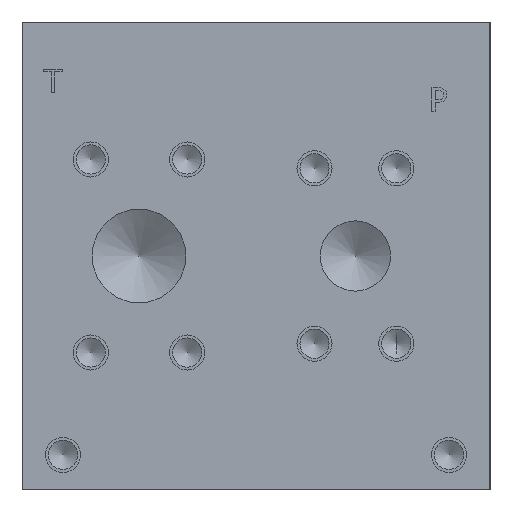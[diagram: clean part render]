
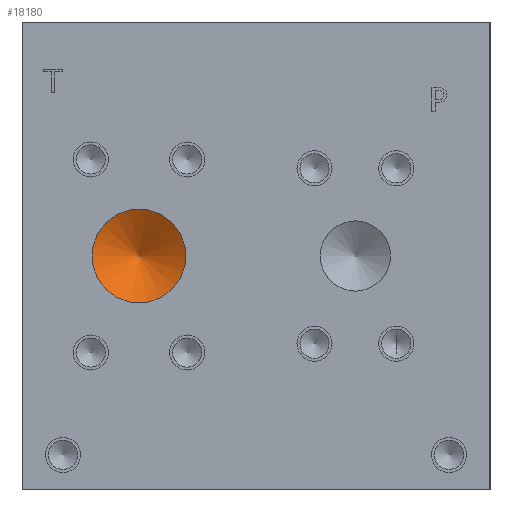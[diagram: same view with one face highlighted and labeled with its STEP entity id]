
A CAD part, left-side view. The second image highlights one B-rep face of the part: STEP entity #18180.
In plain terms, the highlighted conical face has half-angle 60 degrees and reference radius 6.35 mm.
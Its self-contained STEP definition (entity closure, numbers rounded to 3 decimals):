
#236=CONICAL_SURFACE('',#19242,6.35,1.047);
#587=CIRCLE('',#19243,12.7);
#588=CIRCLE('',#19244,12.7);
#2419=FACE_OUTER_BOUND('',#3534,.T.);
#3534=EDGE_LOOP('',(#15265,#15266,#15267,#15268));
#5200=LINE('',#30579,#6698);
#6698=VECTOR('',#22729,6.35);
#8594=VERTEX_POINT('',#30575);
#8595=VERTEX_POINT('',#30576);
#8596=VERTEX_POINT('',#30578);
#10992=EDGE_CURVE('',#8594,#8595,#587,.T.);
#10993=EDGE_CURVE('',#8595,#8596,#5200,.T.);
#10994=EDGE_CURVE('',#8595,#8594,#588,.T.);
#15265=ORIENTED_EDGE('',*,*,#10992,.T.);
#15266=ORIENTED_EDGE('',*,*,#10993,.T.);
#15267=ORIENTED_EDGE('',*,*,#10993,.F.);
#15268=ORIENTED_EDGE('',*,*,#10994,.T.);
#18180=ADVANCED_FACE('',(#2419),#236,.F.);
#19242=AXIS2_PLACEMENT_3D('',#30574,#22725,#22726);
#19243=AXIS2_PLACEMENT_3D('',#30577,#22727,#22728);
#19244=AXIS2_PLACEMENT_3D('',#30580,#22730,#22731);
#22725=DIRECTION('center_axis',(-1.,0.,0.));
#22726=DIRECTION('ref_axis',(0.,1.,0.));
#22727=DIRECTION('center_axis',(-1.,0.,0.));
#22728=DIRECTION('ref_axis',(0.,1.,0.));
#22729=DIRECTION('',(0.5,0.866,0.));
#22730=DIRECTION('center_axis',(-1.,0.,0.));
#22731=DIRECTION('ref_axis',(0.,1.,0.));
#30574=CARTESIAN_POINT('Origin',(10.999,95.25,63.5));
#30575=CARTESIAN_POINT('',(7.332,107.95,63.5));
#30576=CARTESIAN_POINT('',(7.332,82.55,63.5));
#30577=CARTESIAN_POINT('Origin',(7.332,95.25,63.5));
#30578=CARTESIAN_POINT('',(14.665,95.25,63.5));
#30579=CARTESIAN_POINT('',(10.999,88.9,63.5));
#30580=CARTESIAN_POINT('Origin',(7.332,95.25,63.5));
